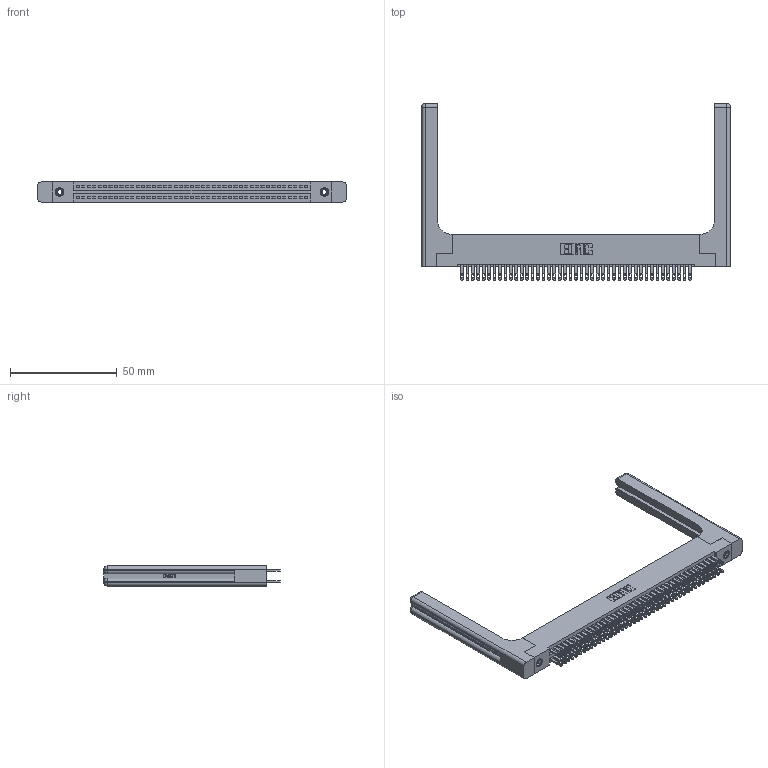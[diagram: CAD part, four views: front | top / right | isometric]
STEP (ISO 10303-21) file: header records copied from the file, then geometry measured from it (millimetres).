
FILE_DESCRIPTION (( 'STEP AP203' ), '1' );
FILE_NAME ('345-086-500-258.STEP', '2019-11-01T06:15:09', ( '' ), ( '' ), 'SwSTEP 2.0', 'SolidWorks 2016', '' );
FILE_SCHEMA (( 'CONFIG_CONTROL_DESIGN' ));
Length unit declared in the file: inch
Products named in the file (5): 345-220-058_345-220-058; 345-250-001_345-250-001-102; 345 Part_Flush Mounting Lugs - 0.156 Dia-TH; 345-292-001_345-293-100; 345-086-500-258
Assembly tree (91 placements, depth 2):
  345-086-500-258
    345 Part_Flush Mounting Lugs - 0.156 Dia-TH
    345-292-001_345-293-100  x86
    345-250-001_345-250-001-102  x2
    345-220-058_345-220-058  x2
Bounding box: 144.25 x 82.47 x 9.4 mm (x, y, z)
Volume: 22759.5 mm3; surface area: 27070 mm2
Topology: 91 solids, 91 shells, 4338 faces, 13133 edges, 8734 vertices
Faces by surface type: plane 2550, cylinder 1728, bspline 36, cone 12, sphere 8, torus 4
Entity records: 38716 total; most frequent: CARTESIAN_POINT 7481, ORIENTED_EDGE 6212, DIRECTION 5530, EDGE_CURVE 3106, LINE 2706, VECTOR 2706, VERTEX_POINT 2062, AXIS2_PLACEMENT_3D 1412
